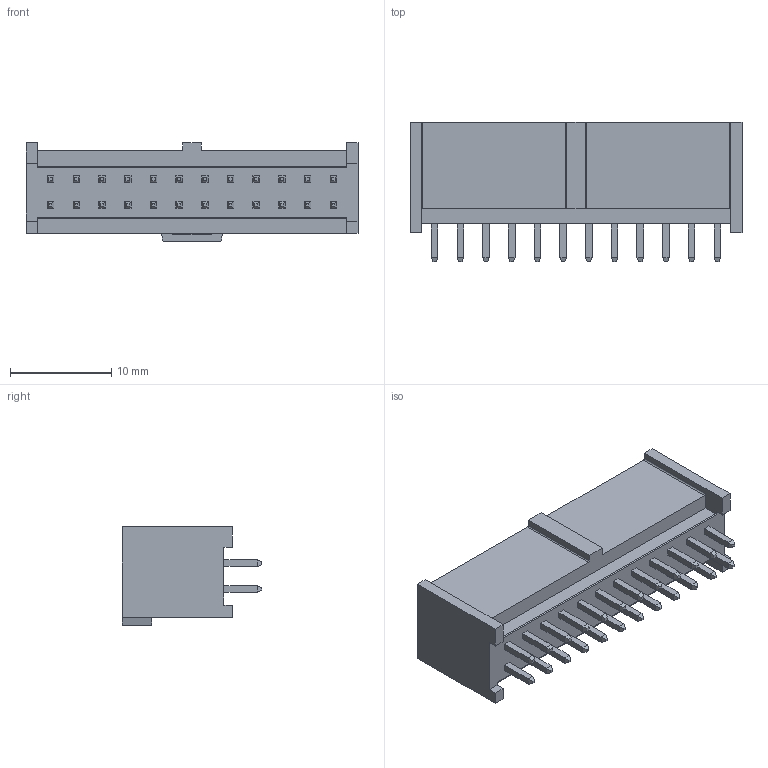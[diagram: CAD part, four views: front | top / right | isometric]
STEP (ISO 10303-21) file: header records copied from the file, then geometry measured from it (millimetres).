
FILE_DESCRIPTION((''),'2;1');
FILE_NAME('901301224','2011-04-26T',('gb'),(''),'PRO/ENGINEER BY PARAMETRIC TECHNOLOGY CORPORATION, 2003451','PRO/ENGINEER BY PARAMETRIC TECHNOLOGY CORPORATION, 2003451','');
FILE_SCHEMA(('CONFIG_CONTROL_DESIGN'));
Length unit declared in the file: millimetre
Products named in the file (1): 901301224
Bounding box: 32.82 x 13.8 x 9.75 mm (x, y, z)
Volume: 1207.8 mm3; surface area: 2609.9 mm2
Topology: 1 solids, 1 shells, 489 faces, 1172 edges, 732 vertices
Faces by surface type: plane 485, cylinder 4
Entity records: 13669 total; most frequent: CARTESIAN_POINT 2346, ORIENTED_EDGE 2248, DIRECTION 2208, EDGE_CURVE 1124, VECTOR 1116, LINE 1116, VERTEX_POINT 684, AXIS2_PLACEMENT_3D 546
